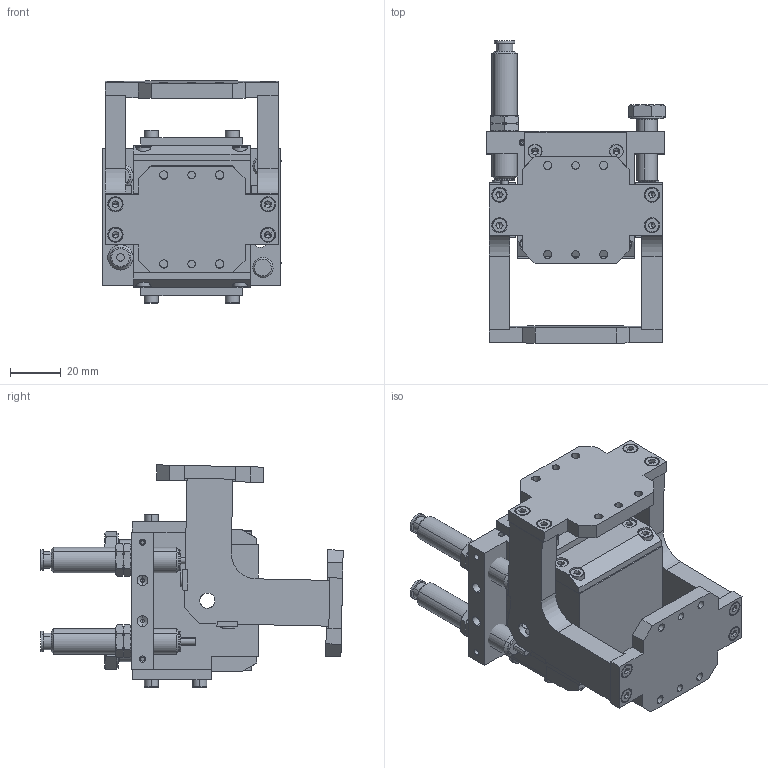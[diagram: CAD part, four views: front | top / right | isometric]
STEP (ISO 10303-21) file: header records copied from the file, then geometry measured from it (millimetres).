
FILE_DESCRIPTION (( 'STEP AP214' ), '1' );
FILE_NAME ('ROS 025.STEP', '2012-03-09T08:14:34', ( 'xw4600' ), ( '' ), 'SwSTEP 2.0', 'SolidWorks 2010', '' );
FILE_SCHEMA (( 'AUTOMOTIVE_DESIGN' ));
Length unit declared in the file: millimetre
Products named in the file (13): ROC025-06_Default; ROC025-09_Default; ROC025-05_Default; ROC025-07_Default; ROC025-08_Default; M10x1.0 ABSORBER_Default; KS 1002 C - M8 x 25 x 25-N_PreviewCfg; BB M3 x 5_PreviewCfg; BB M3 x 8_PreviewCfg; ISO 10642 - M3 x 8 --- 8N_PreviewCfg; M10-NUT_PreviewCfg; ROS 025; ROC025-01_Default
Assembly tree (49 placements, depth 2):
  ROS 025
    ROC025-06_Default  x2
    KS 1002 C - M8 x 25 x 25-N_PreviewCfg  x2
    BB M3 x 8_PreviewCfg  x16
    ROC025-05_Default  x2
    BB M3 x 5_PreviewCfg  x8
    ISO 10642 - M3 x 8 --- 8N_PreviewCfg  x4
    ROC025-01_Default
    M10-NUT_PreviewCfg  x4
    ROC025-09_Default  x4
    M10x1.0 ABSORBER_Default  x2
    ROC025-08_Default  x2
    ROC025-07_Default  x2
Bounding box: 70.24 x 118.93 x 87.43 mm (x, y, z)
Volume: 156745.6 mm3; surface area: 77345.4 mm2
Topology: 49 solids, 49 shells, 1618 faces, 3678 edges, 2128 vertices
Faces by surface type: plane 656, cylinder 484, cone 318, torus 160
Entity records: 17414 total; most frequent: CARTESIAN_POINT 3398, DIRECTION 2768, ORIENTED_EDGE 2388, EDGE_CURVE 1194, AXIS2_PLACEMENT_3D 1079, VERTEX_POINT 743, EDGE_LOOP 653, VECTOR 610
